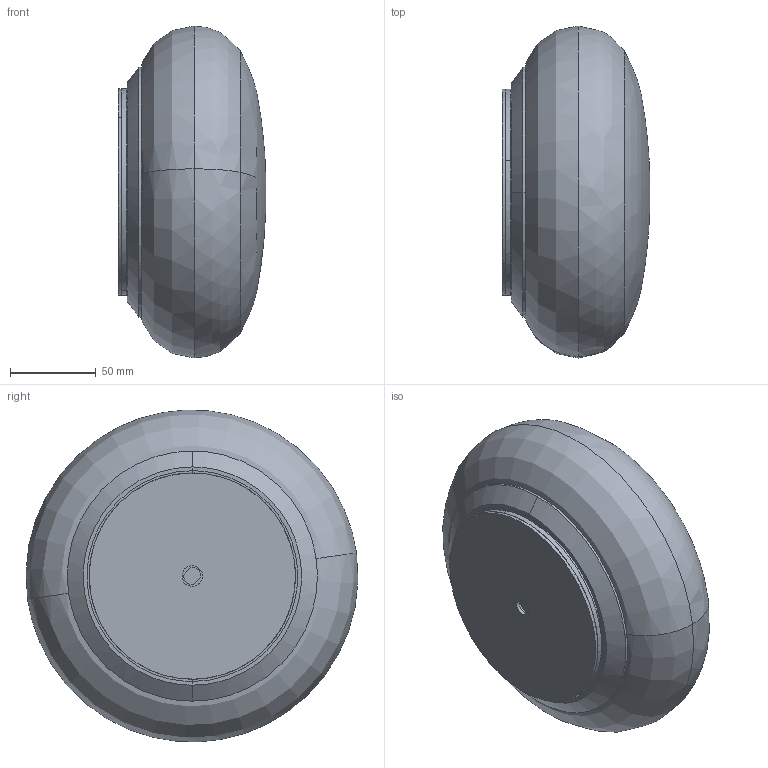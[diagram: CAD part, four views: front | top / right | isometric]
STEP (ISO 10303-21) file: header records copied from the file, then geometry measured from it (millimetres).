
FILE_DESCRIPTION(/* description */ (''),/* implementation_level */ '2;1');
FILE_NAME(/* name */ 'ITKA PARETE#PLAFONE 20',/* time_stamp */ '2012-11-05T11:24:05+01:00',/* author */ (''),/* organization */ (''),/* preprocessor_version */ 'ST-DEVELOPER v10',/* originating_system */ '',/* authorisation */ '');
FILE_SCHEMA (('CONFIG_CONTROL_DESIGN'));
Length unit declared in the file: millimetre
Products named in the file (4): 1; 2; 3; 4
Bounding box: 86.06 x 193.17 x 193.05 mm (x, y, z)
Volume: 423532.3 mm3; surface area: 235567.1 mm2
Topology: 4 solids, 17 shells, 213 faces, 572 edges, 390 vertices
Faces by surface type: bspline 213
Entity records: 9733 total; most frequent: CARTESIAN_POINT 6284, ORIENTED_EDGE 1106, EDGE_CURVE 566, VERTEX_POINT 389, B_SPLINE_CURVE_WITH_KNOTS 289, EDGE_LOOP 234, ADVANCED_FACE 205, FACE_OUTER_BOUND 205
